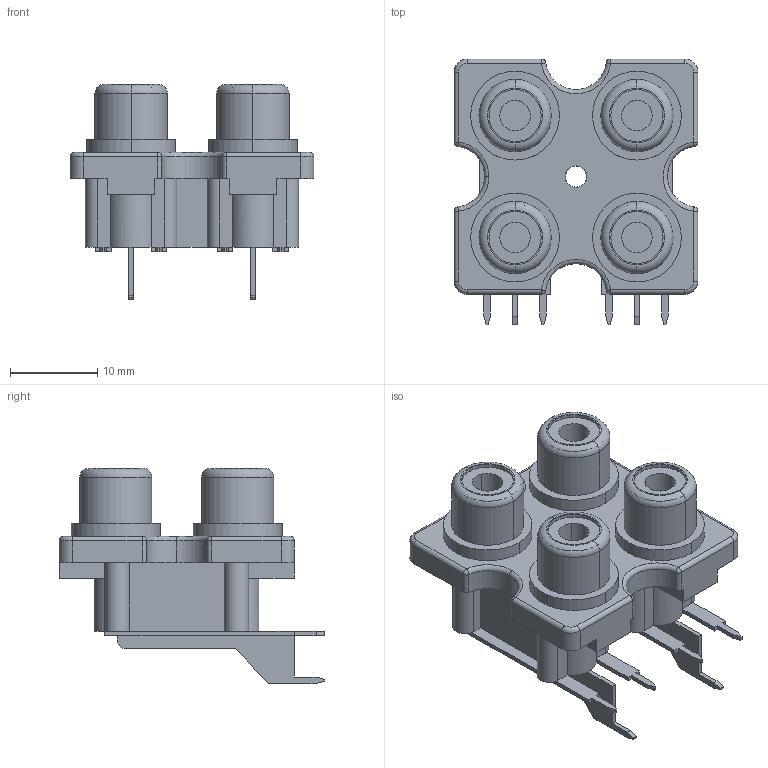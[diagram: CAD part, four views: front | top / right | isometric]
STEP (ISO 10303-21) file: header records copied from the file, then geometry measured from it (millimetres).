
FILE_DESCRIPTION (( 'STEP AP214' ), '1' );
FILE_NAME ('TOMADA_RCA_AV4-8_4-7_VM_BR_TOWER.STEP', '2022-05-04T19:00:34', ( '' ), ( '' ), 'SwSTEP 2.0', 'SolidWorks 2021', '' );
FILE_SCHEMA (( 'AUTOMOTIVE_DESIGN' ));
Length unit declared in the file: millimetre
Products named in the file (1): TOMADA_RCA_AV4-8_4-7_VM_BR_TOWER
Bounding box: 28 x 30.5 x 24.7 mm (x, y, z)
Volume: 6072.8 mm3; surface area: 6042.6 mm2
Topology: 5 solids, 5 shells, 290 faces, 721 edges, 449 vertices
Faces by surface type: plane 162, cylinder 93, torus 25, sphere 8, cone 2
Entity records: 11367 total; most frequent: DIRECTION 1557, CARTESIAN_POINT 1453, ORIENTED_EDGE 1426, EDGE_CURVE 713, AXIS2_PLACEMENT_3D 553, VECTOR 451, LINE 451, VERTEX_POINT 449
